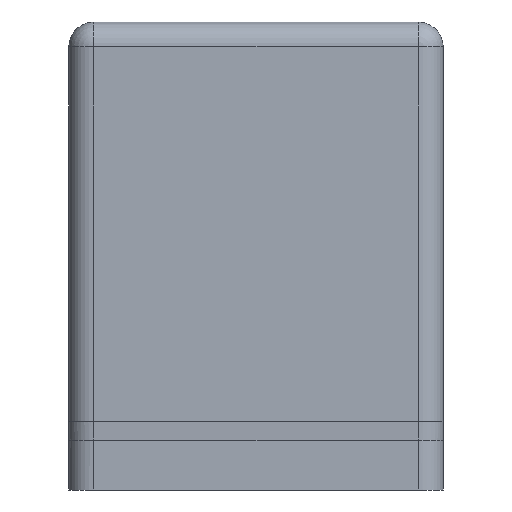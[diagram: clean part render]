
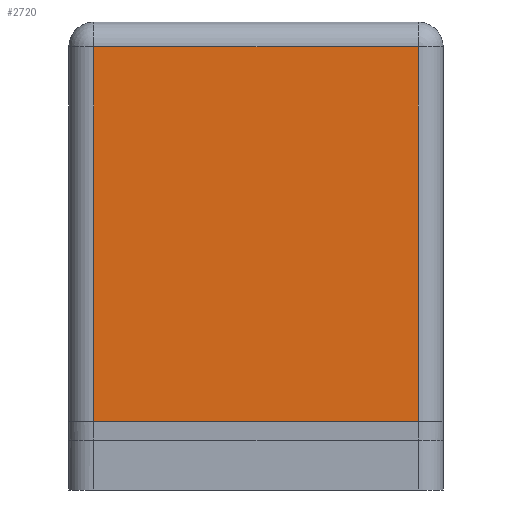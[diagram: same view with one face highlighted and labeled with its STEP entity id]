
A CAD part, left-side view. The second image highlights one B-rep face of the part: STEP entity #2720.
In plain terms, the highlighted planar face has unit normal (-1, 0, 0).
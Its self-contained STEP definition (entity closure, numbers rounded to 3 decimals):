
#2435=CARTESIAN_POINT('',(-24.,-13.,1.51));
#2436=VERTEX_POINT('',#2435);
#2444=CARTESIAN_POINT('',(-24.,13.,1.51));
#2445=VERTEX_POINT('',#2444);
#2446=CARTESIAN_POINT('',(-24.,-13.,1.51));
#2447=DIRECTION('',(0.,1.,0.));
#2448=VECTOR('',#2447,26.);
#2449=LINE('',#2446,#2448);
#2450=EDGE_CURVE('',#2436,#2445,#2449,.T.);
#2690=CARTESIAN_POINT('',(-24.,0.,21.51));
#2691=DIRECTION('',(-1.,0.,0.));
#2692=DIRECTION('',(0.,0.,1.));
#2693=AXIS2_PLACEMENT_3D('',#2690,#2691,#2692);
#2694=PLANE('',#2693);
#2695=ORIENTED_EDGE('',*,*,#2450,.F.);
#2696=CARTESIAN_POINT('',(-24.,-13.,31.51));
#2697=VERTEX_POINT('',#2696);
#2698=CARTESIAN_POINT('',(-24.,-13.,1.51));
#2699=DIRECTION('',(-0.,-0.,1.));
#2700=VECTOR('',#2699,30.);
#2701=LINE('',#2698,#2700);
#2702=EDGE_CURVE('',#2436,#2697,#2701,.T.);
#2703=ORIENTED_EDGE('',*,*,#2702,.T.);
#2704=CARTESIAN_POINT('',(-24.,13.,31.51));
#2705=VERTEX_POINT('',#2704);
#2706=CARTESIAN_POINT('',(-24.,-13.,31.51));
#2707=DIRECTION('',(0.,1.,0.));
#2708=VECTOR('',#2707,26.);
#2709=LINE('',#2706,#2708);
#2710=EDGE_CURVE('',#2697,#2705,#2709,.T.);
#2711=ORIENTED_EDGE('',*,*,#2710,.T.);
#2712=CARTESIAN_POINT('',(-24.,13.,31.51));
#2713=DIRECTION('',(0.,0.,-1.));
#2714=VECTOR('',#2713,30.);
#2715=LINE('',#2712,#2714);
#2716=EDGE_CURVE('',#2705,#2445,#2715,.T.);
#2717=ORIENTED_EDGE('',*,*,#2716,.T.);
#2718=EDGE_LOOP('',(#2695,#2703,#2711,#2717));
#2719=FACE_BOUND('',#2718,.T.);
#2720=ADVANCED_FACE('',(#2719),#2694,.T.);
